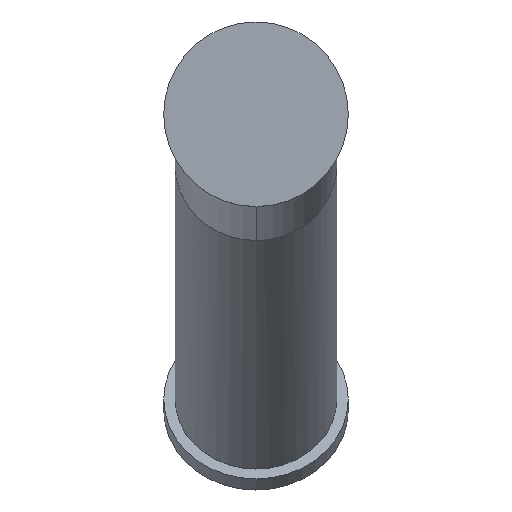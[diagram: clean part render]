
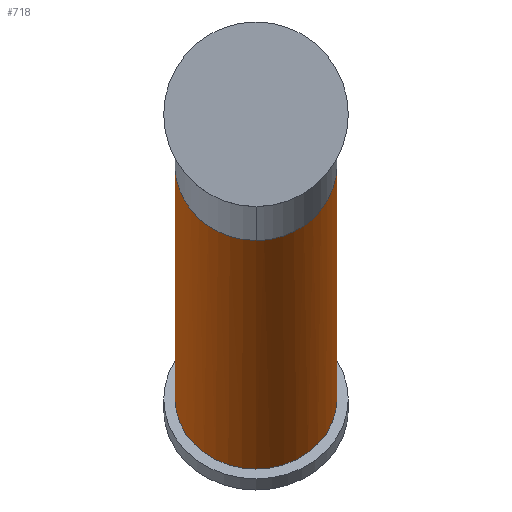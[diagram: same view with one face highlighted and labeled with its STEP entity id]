
A CAD part, top view. The second image highlights one B-rep face of the part: STEP entity #718.
In plain terms, the highlighted cylindrical face has radius 109.55 mm (diameter 219.1 mm), a partial arc.
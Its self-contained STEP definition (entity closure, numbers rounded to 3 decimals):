
#6 = VERTEX_POINT ( 'NONE', #259 ) ;
#11 = ORIENTED_EDGE ( 'NONE', *, *, #547, .F. ) ;
#102 = DIRECTION ( 'NONE',  ( 1., 0., 0. ) ) ;
#207 = FACE_OUTER_BOUND ( 'NONE', #2167, .T. ) ;
#217 = ORIENTED_EDGE ( 'NONE', *, *, #842, .T. ) ;
#226 = CARTESIAN_POINT ( 'NONE',  ( 0., -170.233, -373.701 ) ) ;
#259 = CARTESIAN_POINT ( 'NONE',  ( 0., -170.233, -373.701 ) ) ;
#325 = CARTESIAN_POINT ( 'NONE',  ( -64.173, -170.233, -373.701 ) ) ;
#337 = CARTESIAN_POINT ( 'NONE',  ( -109.55, -127.948, -391.216 ) ) ;
#399 = ORIENTED_EDGE ( 'NONE', *, *, #2252, .T. ) ;
#447 = VERTEX_POINT ( 'NONE', #1881 ) ;
#475 = CARTESIAN_POINT ( 'NONE',  ( 109.55, -318.148, -848.998 ) ) ;
#526 = DIRECTION ( 'NONE',  ( 0., -0.5, -0.866 ) ) ;
#527 = AXIS2_PLACEMENT_3D ( 'NONE', #1201, #1968, #102 ) ;
#547 = EDGE_CURVE ( 'NONE', #2189, #1240, #726, .T. ) ;
#673 = DIRECTION ( 'NONE',  ( 0., -0.5, -0.866 ) ) ;
#679 = EDGE_CURVE ( 'Defeatured_0_11+Defeatured_0_13+Defeatured_0_13+Defeatured_0_13', #6, #447, #2031, .T. ) ;
#718 = ADVANCED_FACE ( 'Defeatured_0_11', ( #207 ), #1922, .T. ) ;
#726 = LINE ( 'NONE', #475, #1839 ) ;
#774 = CARTESIAN_POINT ( 'NONE',  ( 109.55, -68.148, -415.986 ) ) ;
#794 = CIRCLE ( 'NONE', #527, 109.55 ) ;
#842 = EDGE_CURVE ( 'NONE', #447, #1760, #909, .T. ) ;
#909 = LINE ( 'NONE', #915, #2178 ) ;
#915 = CARTESIAN_POINT ( 'NONE',  ( -109.55, -318.148, -848.998 ) ) ;
#924 = DIRECTION ( 'NONE',  ( 0., -0.5, -0.866 ) ) ;
#964 = AXIS2_PLACEMENT_3D ( 'NONE', #1757, #526, #2153 ) ;
#1137 = CARTESIAN_POINT ( 'NONE',  ( 109.55, -127.948, -391.216 ) ) ;
#1201 = CARTESIAN_POINT ( 'NONE',  ( 0., -383.975, -963.013 ) ) ;
#1240 = VERTEX_POINT ( 'NONE', #2259 ) ;
#1280 = ORIENTED_EDGE ( 'NONE', *, *, #679, .T. ) ;
#1597 = CARTESIAN_POINT ( 'NONE',  ( 0., -170.233, -373.701 ) ) ;
#1623 = CARTESIAN_POINT ( 'NONE',  ( 109.55, -68.148, -415.986 ) ) ;
#1738 = EDGE_CURVE ( 'Defeatured_0_11+Defeatured_0_13+Defeatured_0_13+Defeatured_0_13', #2189, #6, #1923, .T. ) ;
#1757 = CARTESIAN_POINT ( 'NONE',  ( 0., -318.148, -848.998 ) ) ;
#1760 = VERTEX_POINT ( 'NONE', #1861 ) ;
#1839 = VECTOR ( 'NONE', #673, 1000. ) ;
#1861 = CARTESIAN_POINT ( 'NONE',  ( -109.55, -383.975, -963.013 ) ) ;
#1881 = CARTESIAN_POINT ( 'NONE',  ( -109.55, -68.148, -415.986 ) ) ;
#1922 = CYLINDRICAL_SURFACE ( 'NONE', #964, 109.55 ) ;
#1923 =( BOUNDED_CURVE ( )  B_SPLINE_CURVE ( 3, ( #774, #1137, #2040, #226 ),
 .UNSPECIFIED., .F., .T. ) 
 B_SPLINE_CURVE_WITH_KNOTS ( ( 4, 4 ),
 ( 4.712, 6.283 ),
 .UNSPECIFIED. ) 
 CURVE ( )  GEOMETRIC_REPRESENTATION_ITEM ( )  RATIONAL_B_SPLINE_CURVE ( ( 1., 0.805, 0.805, 1. ) ) 
 REPRESENTATION_ITEM ( '' )  );
#1956 = CARTESIAN_POINT ( 'NONE',  ( -109.55, -68.148, -415.986 ) ) ;
#1968 = DIRECTION ( 'NONE',  ( 0., 0.5, 0.866 ) ) ;
#2031 =( BOUNDED_CURVE ( )  B_SPLINE_CURVE ( 3, ( #1597, #325, #337, #1956 ),
 .UNSPECIFIED., .F., .T. ) 
 B_SPLINE_CURVE_WITH_KNOTS ( ( 4, 4 ),
 ( 0., 1.571 ),
 .UNSPECIFIED. ) 
 CURVE ( )  GEOMETRIC_REPRESENTATION_ITEM ( )  RATIONAL_B_SPLINE_CURVE ( ( 1., 0.805, 0.805, 1. ) ) 
 REPRESENTATION_ITEM ( '' )  );
#2040 = CARTESIAN_POINT ( 'NONE',  ( 64.173, -170.233, -373.701 ) ) ;
#2078 = ORIENTED_EDGE ( 'NONE', *, *, #1738, .T. ) ;
#2153 = DIRECTION ( 'NONE',  ( -1., 0., 0. ) ) ;
#2167 = EDGE_LOOP ( 'NONE', ( #11, #2078, #1280, #217, #399 ) ) ;
#2178 = VECTOR ( 'NONE', #924, 1000. ) ;
#2189 = VERTEX_POINT ( 'NONE', #1623 ) ;
#2252 = EDGE_CURVE ( 'Defeatured_0_11+Defeatured_0_15+Defeatured_0_15+Defeatured_0_15', #1760, #1240, #794, .T. ) ;
#2259 = CARTESIAN_POINT ( 'NONE',  ( 109.55, -383.975, -963.013 ) ) ;
